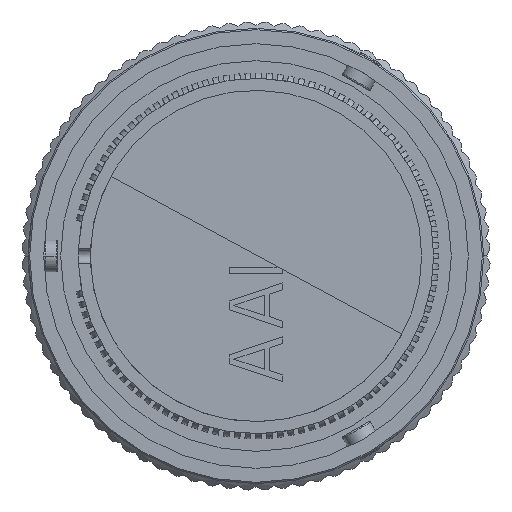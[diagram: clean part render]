
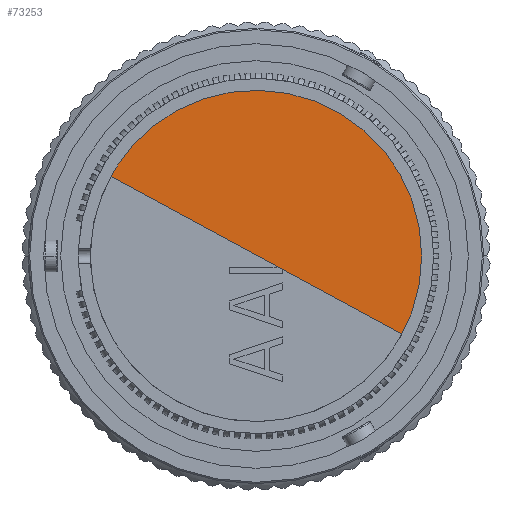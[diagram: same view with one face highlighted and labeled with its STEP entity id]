
A CAD part, left-side view. The second image highlights one B-rep face of the part: STEP entity #73253.
In plain terms, the highlighted planar face has unit normal (1, 0, 0).
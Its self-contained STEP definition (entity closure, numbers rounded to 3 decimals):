
#14314=DIRECTION('',(0.,1.,0.));
#14315=VECTOR('',#14314,0.4);
#14316=CARTESIAN_POINT('',(-27.59,24.254,-1.));
#14317=LINE('4634',#14316,#14315);
#14382=DIRECTION('',(0.,1.,0.));
#14383=VECTOR('',#14382,0.4);
#14384=CARTESIAN_POINT('',(-27.59,24.254,1.));
#14385=LINE('4625',#14384,#14383);
#14416=CARTESIAN_POINT('',(-27.59,0.,0.));
#14417=DIRECTION('',(-1.,0.,0.));
#14418=DIRECTION('',(0.,0.999,-0.041));
#14419=AXIS2_PLACEMENT_3D('',#14416,#14417,#14418);
#14431=CARTESIAN_POINT('',(-27.59,0.,0.));
#14432=DIRECTION('',(-1.,0.,0.));
#14433=DIRECTION('',(0.,-0.969,0.246));
#14434=AXIS2_PLACEMENT_3D('',#14431,#14432,#14433);
#14441=CARTESIAN_POINT('',(-27.59,23.934,-4.409));
#14442=CARTESIAN_POINT('',(-27.59,23.414,-7.37));
#14443=CARTESIAN_POINT('',(-27.59,21.19,-13.039));
#14444=CARTESIAN_POINT('',(-27.59,15.056,-19.819));
#14445=CARTESIAN_POINT('',(-27.59,6.872,-23.907));
#14446=CARTESIAN_POINT('',(-27.59,-2.233,-24.764));
#14447=CARTESIAN_POINT('',(-27.59,-11.033,-22.27));
#14448=CARTESIAN_POINT('',(-27.59,-18.335,-16.764));
#14449=CARTESIAN_POINT('',(-27.59,-22.077,-10.727));
#14450=CARTESIAN_POINT('',(-27.59,-23.288,-6.924));
#14451=CARTESIAN_POINT('',(-27.59,-23.53,-5.966));
#14453=CARTESIAN_POINT('',(-27.59,-23.53,5.966));
#14454=CARTESIAN_POINT('',(-27.59,-23.288,6.924));
#14455=CARTESIAN_POINT('',(-27.59,-22.077,10.727));
#14456=CARTESIAN_POINT('',(-27.59,-18.335,16.764));
#14457=CARTESIAN_POINT('',(-27.59,-11.033,22.27));
#14458=CARTESIAN_POINT('',(-27.59,-2.233,24.764));
#14459=CARTESIAN_POINT('',(-27.59,6.872,23.907));
#14460=CARTESIAN_POINT('',(-27.59,15.056,19.819));
#14461=CARTESIAN_POINT('',(-27.59,21.19,13.039));
#14462=CARTESIAN_POINT('',(-27.59,23.414,7.37));
#14463=CARTESIAN_POINT('',(-27.59,23.934,4.409));
#14465=DIRECTION('',(0.,0.983,0.181));
#14466=VECTOR('',#14465,0.16);
#14467=CARTESIAN_POINT('',(-27.59,23.934,4.409));
#14468=LINE('9464',#14467,#14466);
#14469=CARTESIAN_POINT('',(-27.59,24.092,4.438));
#14470=CARTESIAN_POINT('',(-27.59,23.568,7.418));
#14471=CARTESIAN_POINT('',(-27.59,21.33,13.125));
#14472=CARTESIAN_POINT('',(-27.59,15.154,19.949));
#14473=CARTESIAN_POINT('',(-27.59,6.917,24.064));
#14474=CARTESIAN_POINT('',(-27.59,-2.248,24.927));
#14475=CARTESIAN_POINT('',(-27.59,-11.106,22.416));
#14476=CARTESIAN_POINT('',(-27.59,-18.456,16.874));
#14477=CARTESIAN_POINT('',(-27.59,-23.306,9.049));
#14478=CARTESIAN_POINT('',(-27.59,-24.999,0.));
#14479=CARTESIAN_POINT('',(-27.59,-23.306,-9.049));
#14480=CARTESIAN_POINT('',(-27.59,-18.456,-16.874));
#14481=CARTESIAN_POINT('',(-27.59,-11.106,-22.416));
#14482=CARTESIAN_POINT('',(-27.59,-2.248,-24.927));
#14483=CARTESIAN_POINT('',(-27.59,6.917,-24.064));
#14484=CARTESIAN_POINT('',(-27.59,15.154,-19.949));
#14485=CARTESIAN_POINT('',(-27.59,21.33,-13.125));
#14486=CARTESIAN_POINT('',(-27.59,23.568,-7.418));
#14487=CARTESIAN_POINT('',(-27.59,24.092,-4.438));
#14489=DIRECTION('',(0.,-0.983,0.181));
#14490=VECTOR('',#14489,0.16);
#14491=CARTESIAN_POINT('',(-27.59,24.092,-4.438));
#14492=LINE('9463',#14491,#14490);
#34846=CARTESIAN_POINT('',(-27.59,0.,0.));
#34847=DIRECTION('',(1.,0.,0.));
#34848=DIRECTION('',(0.,0.999,0.041));
#34849=AXIS2_PLACEMENT_3D('',#34846,#34847,#34848);
#56075=CARTESIAN_POINT('',(-27.59,24.254,1.));
#56076=CARTESIAN_POINT('',(-27.59,24.655,1.));
#56077=VERTEX_POINT('',#56075);
#56078=VERTEX_POINT('',#56076);
#56089=CARTESIAN_POINT('',(-27.59,24.254,-1.));
#56090=VERTEX_POINT('',#56089);
#56091=CARTESIAN_POINT('',(-27.59,24.655,-1.));
#56092=VERTEX_POINT('',#56091);
#59967=VERTEX_POINT('',#14469);
#59968=VERTEX_POINT('',#14487);
#59969=CARTESIAN_POINT('',(-27.59,23.934,-4.409));
#59970=VERTEX_POINT('',#59969);
#59971=CARTESIAN_POINT('',(-27.59,23.934,4.409));
#59972=VERTEX_POINT('',#59971);
#59973=CARTESIAN_POINT('',(-27.59,-23.53,5.966));
#59974=VERTEX_POINT('',#59973);
#59977=CARTESIAN_POINT('',(-27.59,-23.53,-5.966));
#59978=VERTEX_POINT('',#59977);
#73230=CARTESIAN_POINT('',(-27.59,0.,0.));
#73231=DIRECTION('',(1.,0.,0.));
#73232=DIRECTION('',(0.,-1.,0.));
#73233=AXIS2_PLACEMENT_3D('',#73230,#73231,#73232);
#73234=PLANE('997',#73233);
#73236=ORIENTED_EDGE('9473',*,*,#73235,.T.);
#73237=ORIENTED_EDGE('9472',*,*,#73209,.F.);
#73238=ORIENTED_EDGE('4634',*,*,#73063,.T.);
#73240=ORIENTED_EDGE('4646',*,*,#73239,.F.);
#73241=ORIENTED_EDGE('4625',*,*,#73140,.F.);
#73242=ORIENTED_EDGE('9469',*,*,#73215,.F.);
#73244=ORIENTED_EDGE('9471',*,*,#73243,.T.);
#73246=ORIENTED_EDGE('9464',*,*,#73245,.T.);
#73248=ORIENTED_EDGE('9462',*,*,#73247,.T.);
#73250=ORIENTED_EDGE('9463',*,*,#73249,.T.);
#73251=EDGE_LOOP('997',(#73236,#73237,#73238,#73240,#73241,#73242,#73244,#73246,
#73248,#73250));
#73252=FACE_OUTER_BOUND('997',#73251,.F.);
#14420=CIRCLE('9472',#14419,24.275);
#14435=CIRCLE('9469',#14434,24.275);
#14452=B_SPLINE_CURVE_WITH_KNOTS('9473',3,(#14441,#14442,#14443,#14444,#14445,
#14446,#14447,#14448,#14449,#14450,#14451),.UNSPECIFIED.,.F.,.F.,(4,1,1,1,1,1,1,
1,4),(0.,0.136,0.273,0.409,
0.546,0.682,0.819,0.955,1.),
.UNSPECIFIED.);
#14464=B_SPLINE_CURVE_WITH_KNOTS('9471',3,(#14453,#14454,#14455,#14456,#14457,
#14458,#14459,#14460,#14461,#14462,#14463),.UNSPECIFIED.,.F.,.F.,(4,1,1,1,1,1,1,
1,4),(0.,0.045,0.181,0.318,
0.454,0.591,0.727,0.864,1.),
.UNSPECIFIED.);
#14488=B_SPLINE_CURVE_WITH_KNOTS('9462',3,(#14469,#14470,#14471,#14472,#14473,
#14474,#14475,#14476,#14477,#14478,#14479,#14480,#14481,#14482,#14483,#14484,
#14485,#14486,#14487),.UNSPECIFIED.,.F.,.F.,(4,1,1,1,1,1,1,1,1,1,1,1,1,1,1,1,4),
(0.,0.063,0.125,0.188,0.25,0.313,0.375,0.438,0.5,0.563,
0.625,0.688,0.75,0.813,0.875,0.938,1.),.UNSPECIFIED.);
#34850=CIRCLE('4646',#34849,24.675);
#73063=EDGE_CURVE('4634',#56090,#56092,#14317,.T.);
#73140=EDGE_CURVE('4625',#56077,#56078,#14385,.T.);
#73209=EDGE_CURVE('9472',#56090,#59978,#14420,.T.);
#73215=EDGE_CURVE('9469',#59974,#56077,#14435,.T.);
#73235=EDGE_CURVE('9473',#59970,#59978,#14452,.T.);
#73239=EDGE_CURVE('4646',#56078,#56092,#34850,.T.);
#73243=EDGE_CURVE('9471',#59974,#59972,#14464,.T.);
#73245=EDGE_CURVE('9464',#59972,#59967,#14468,.T.);
#73247=EDGE_CURVE('9462',#59967,#59968,#14488,.T.);
#73249=EDGE_CURVE('9463',#59968,#59970,#14492,.T.);
#73253=ADVANCED_FACE('997',(#73252),#73234,.T.);
